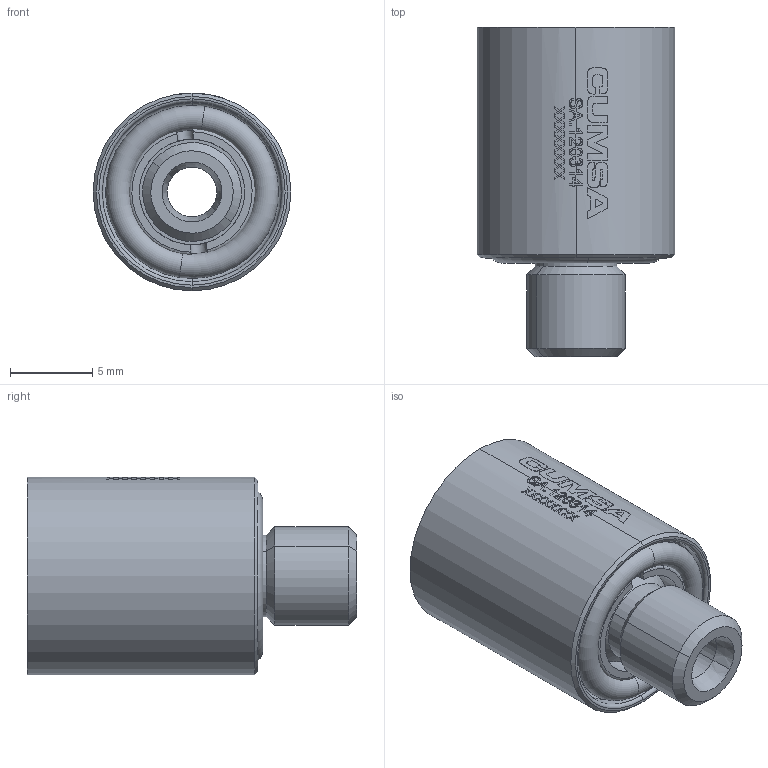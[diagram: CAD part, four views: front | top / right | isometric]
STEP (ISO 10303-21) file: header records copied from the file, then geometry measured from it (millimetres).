
FILE_DESCRIPTION (( 'STEP AP214' ), '1' );
FILE_NAME ('sa120314.stp', '2022-07-25T06:24:56', ( '' ), ( '' ), 'SwSTEP 2.0', 'SolidWorks 2021', '' );
FILE_SCHEMA (( 'AUTOMOTIVE_DESIGN' ));
Length unit declared in the file: millimetre
Products named in the file (5): sa120314; SA120314-C_acabado; JT7.5x1.5; SA120314-B; SA120014-A
Assembly tree (4 placements, depth 2):
  sa120314
    SA120314-C_acabado
    SA120314-B
    SA120014-A
    JT7.5x1.5
Bounding box: 12 x 20 x 12 mm (x, y, z)
Volume: 1522.4 mm3; surface area: 1975.8 mm2
Topology: 4 solids, 4 shells, 460 faces, 1247 edges, 814 vertices
Faces by surface type: bspline 223, plane 122, cylinder 73, cone 26, torus 16
Entity records: 26117 total; most frequent: CARTESIAN_POINT 12516, ORIENTED_EDGE 2494, EDGE_CURVE 1247, DIRECTION 1125, VERTEX_POINT 814, B_SPLINE_CURVE_WITH_KNOTS 784, EDGE_LOOP 487, ADVANCED_FACE 460
